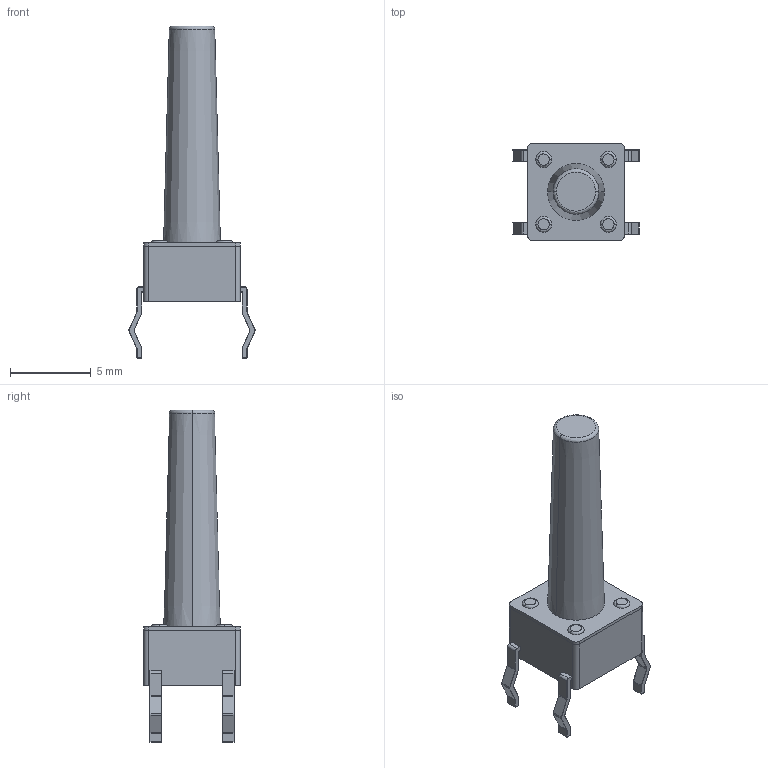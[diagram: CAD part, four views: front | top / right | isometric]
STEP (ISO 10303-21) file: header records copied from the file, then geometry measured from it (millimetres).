
FILE_DESCRIPTION(('FreeCAD Model'),'2;1');
FILE_NAME('tactile_sw_6x6x17.step','2016-10-13T14:19:00',( 'Author'),(''),'Open CASCADE STEP processor 6.8','FreeCAD','Unknown' );
FILE_SCHEMA(('AUTOMOTIVE_DESIGN_CC2 { 1 2 10303 214 -1 1 5 4 }'));
Length unit declared in the file: millimetre
Products named in the file (2): ASSEMBLY; tactile_sw_6x6x17
Assembly tree (1 placements, depth 2):
  ASSEMBLY
    tactile_sw_6x6x17
Bounding box: 7.8 x 5.99 x 20.51 mm (x, y, z)
Volume: 238.4 mm3; surface area: 323 mm2
Topology: 1 solids, 1 shells, 304 faces, 714 edges, 406 vertices
Faces by surface type: cylinder 136, bspline 98, plane 68, cone 2
Entity records: 41138 total; most frequent: CARTESIAN_POINT 26952, DIRECTION 1712, ORIENTED_EDGE 1396, PCURVE 1396, DEFINITIONAL_REPRESENTATION 1396, B_SPLINE_CURVE_WITH_KNOTS 1004, EDGE_CURVE 698, SURFACE_CURVE 698
